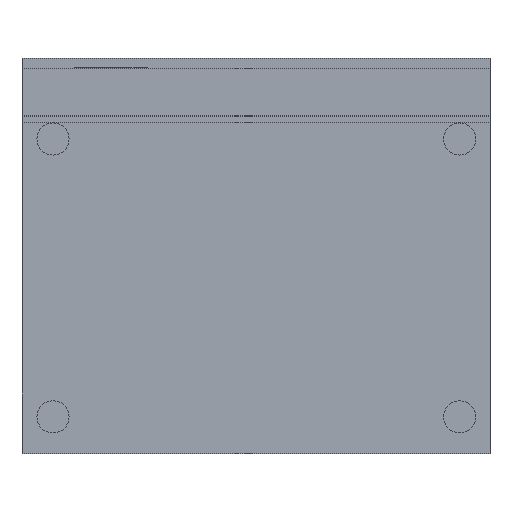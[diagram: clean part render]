
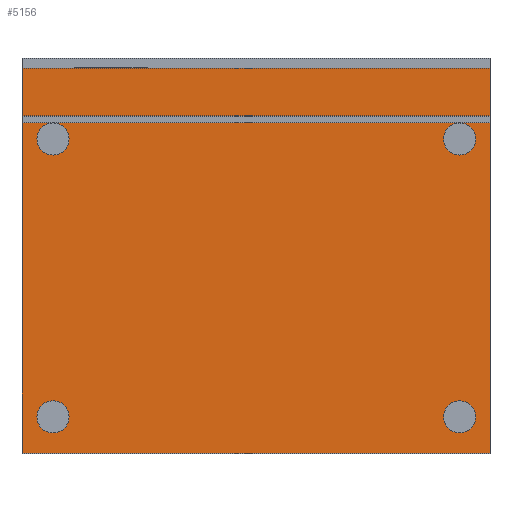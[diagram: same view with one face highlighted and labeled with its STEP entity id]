
A CAD part, front view. The second image highlights one B-rep face of the part: STEP entity #5156.
In plain terms, the highlighted planar face has unit normal (0, -1, 0).
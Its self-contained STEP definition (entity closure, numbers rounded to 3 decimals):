
#316=FACE_OUTER_BOUND('',#648,.T.);
#648=EDGE_LOOP('',(#3418,#3419,#3420,#3421));
#986=LINE('',#7580,#1575);
#992=LINE('',#7592,#1581);
#994=LINE('',#7596,#1583);
#996=LINE('',#7599,#1585);
#1575=VECTOR('',#6032,10.);
#1581=VECTOR('',#6042,10.);
#1583=VECTOR('',#6046,10.);
#1585=VECTOR('',#6050,10.);
#2163=VERTEX_POINT('',#7576);
#2165=VERTEX_POINT('',#7579);
#2169=VERTEX_POINT('',#7591);
#2170=VERTEX_POINT('',#7595);
#2668=EDGE_CURVE('',#2165,#2163,#986,.T.);
#2674=EDGE_CURVE('',#2165,#2169,#992,.T.);
#2676=EDGE_CURVE('',#2170,#2169,#994,.T.);
#2678=EDGE_CURVE('',#2170,#2163,#996,.T.);
#3418=ORIENTED_EDGE('',*,*,#2668,.T.);
#3419=ORIENTED_EDGE('',*,*,#2678,.F.);
#3420=ORIENTED_EDGE('',*,*,#2676,.T.);
#3421=ORIENTED_EDGE('',*,*,#2674,.F.);
#4876=PLANE('',#5553);
#5156=ADVANCED_FACE('',(#316),#4876,.F.);
#5553=AXIS2_PLACEMENT_3D('',#7598,#6048,#6049);
#6032=DIRECTION('',(1.,0.,0.));
#6042=DIRECTION('',(0.,0.,1.));
#6046=DIRECTION('',(-1.,0.,0.));
#6048=DIRECTION('center_axis',(0.,1.,0.));
#6049=DIRECTION('ref_axis',(0.,0.,1.));
#6050=DIRECTION('',(0.,0.,-1.));
#7576=CARTESIAN_POINT('',(400.,0.,-302.5));
#7579=CARTESIAN_POINT('',(-400.,0.,-302.5));
#7580=CARTESIAN_POINT('',(0.,0.,-302.5));
#7591=CARTESIAN_POINT('',(-400.,0.,355.5));
#7592=CARTESIAN_POINT('',(-400.,0.,-372.5));
#7595=CARTESIAN_POINT('',(400.,0.,355.5));
#7596=CARTESIAN_POINT('',(0.,0.,355.5));
#7598=CARTESIAN_POINT('Origin',(0.,0.,0.));
#7599=CARTESIAN_POINT('',(400.,0.,372.5));
